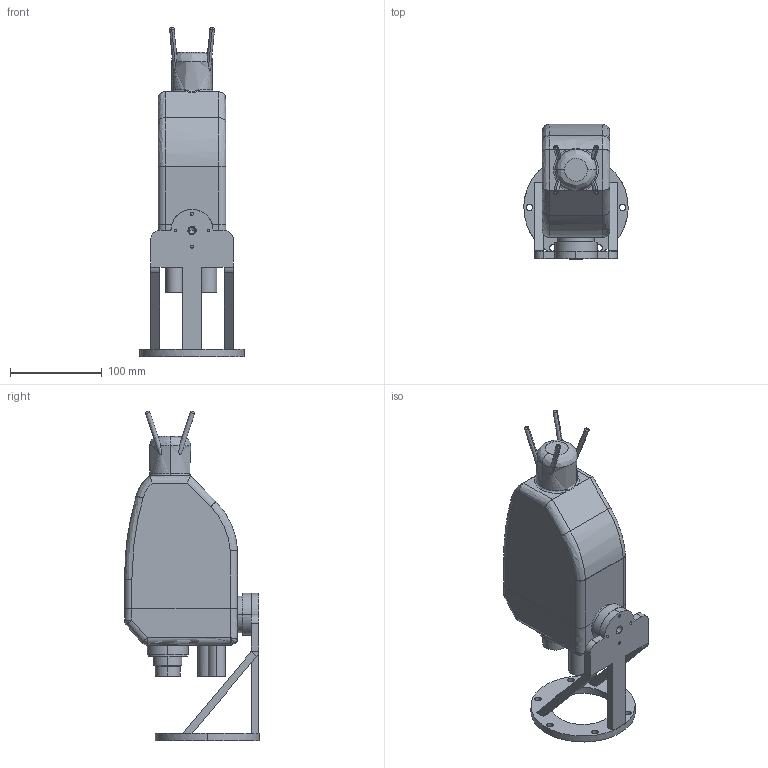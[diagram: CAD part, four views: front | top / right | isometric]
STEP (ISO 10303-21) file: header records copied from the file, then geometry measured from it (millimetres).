
FILE_DESCRIPTION (( 'STEP AP203' ), '1' );
FILE_NAME ('scanner+ spray gun connector22.STEP', '2022-04-10T08:17:55', ( '' ), ( '' ), 'SwSTEP 2.0', 'SolidWorks 2020', '' );
FILE_SCHEMA (( 'CONFIG_CONTROL_DESIGN' ));
Length unit declared in the file: millimetre
Products named in the file (1): scanner+ spray gun connector22
Bounding box: 114 x 147.48 x 360.1 mm (x, y, z)
Volume: 1752940.1 mm3; surface area: 140665.2 mm2
Topology: 8 solids, 8 shells, 220 faces, 513 edges, 300 vertices
Faces by surface type: bspline 220
Entity records: 10381 total; most frequent: CARTESIAN_POINT 7374, ORIENTED_EDGE 986, EDGE_CURVE 493, B_SPLINE_CURVE_WITH_KNOTS 332, VERTEX_POINT 300, EDGE_LOOP 257, ADVANCED_FACE 220, FACE_OUTER_BOUND 220
